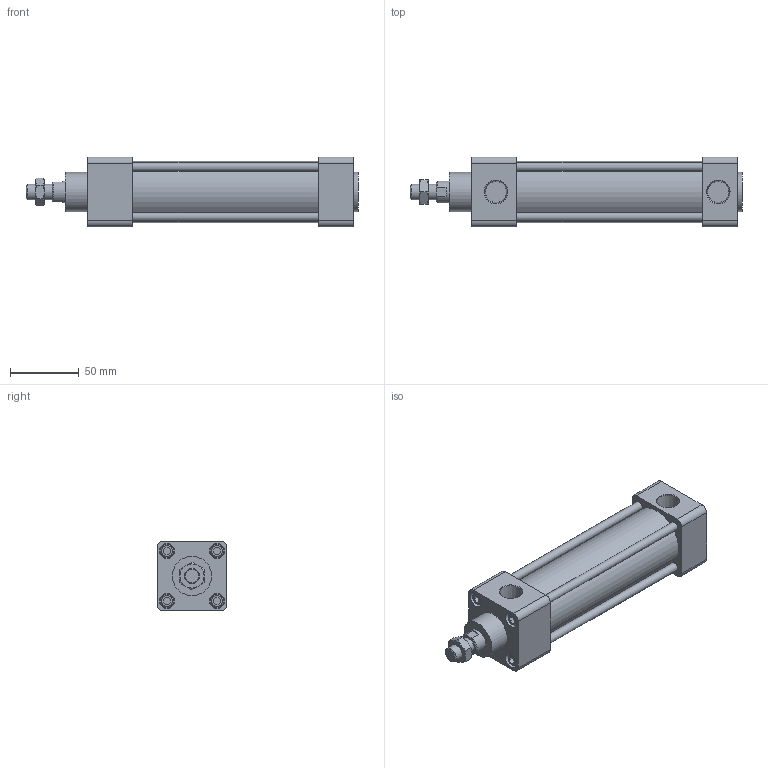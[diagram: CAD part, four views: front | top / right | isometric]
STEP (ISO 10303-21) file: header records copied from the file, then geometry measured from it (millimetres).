
FILE_DESCRIPTION( ( 'Unknown' ), '1' );
FILE_NAME( '1309.150.0400.01.stp', 'Unknown', ( 'Unknown' ), ( 'Unknown' ), 'PSStep 17.0.49', 'Unknown', ' ' );
FILE_SCHEMA( ( 'AUTOMOTIVE_DESIGN { 1 0 10303 214 1 1 1 1 }' ) );
Length unit declared in the file: millimetre
Products named in the file (7): Assem1; 1309_1 1-2_XXXX_03; 1309_1 1-2_XXXX_05; 1309_1 1-2_XXXX_01; 1309_1 1-2_XXXX_04; 1309_1 1-2_XXXX_02; 1309_7-16
Assembly tree (9 placements, depth 2):
  Assem1
    1309_1 1-2_XXXX_03
    1309_1 1-2_XXXX_05  x4
    1309_1 1-2_XXXX_01
    1309_1 1-2_XXXX_04
    1309_1 1-2_XXXX_02
    1309_7-16
Bounding box: 241.3 x 50.8 x 50.8 mm (x, y, z)
Volume: 289365.9 mm3; surface area: 96469.4 mm2
Topology: 9 solids, 9 shells, 189 faces, 419 edges, 276 vertices
Faces by surface type: plane 88, cylinder 56, cone 45
Full cylindrical faces by diameter (mm): 4.976 x4, 5.105 x4, 6.33 x4, 6.35 x16, 9.398 x4, 9.738 x1, 11.113 x1, 11.176 x4, 15.281 x2, 15.875 x3, 28.575 x2, 38.1 x2, 44.45 x1
Entity records: 6420 total; most frequent: CARTESIAN_POINT 1391, DIRECTION 752, ORIENTED_EDGE 566, AXIS2_PLACEMENT_3D 318, EDGE_LOOP 290, EDGE_CURVE 283, VERTEX_POINT 223, FACE_OUTER_BOUND 222
